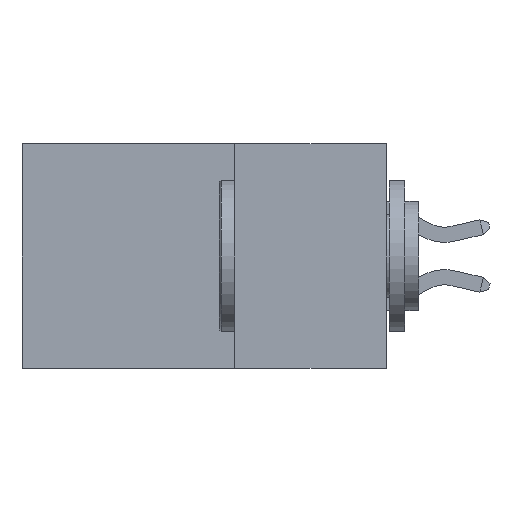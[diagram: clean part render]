
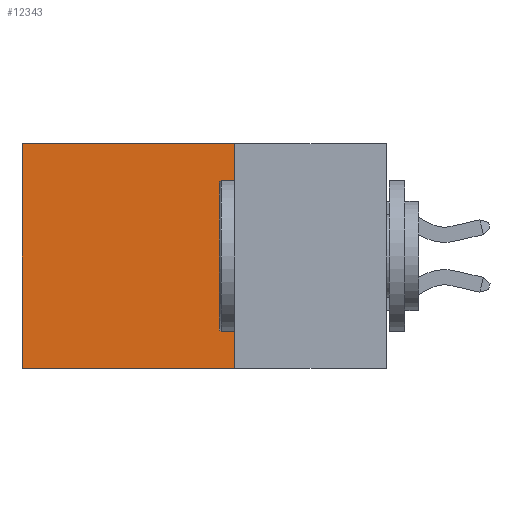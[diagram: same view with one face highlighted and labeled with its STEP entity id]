
A CAD part, left-side view. The second image highlights one B-rep face of the part: STEP entity #12343.
In plain terms, the highlighted planar face has unit normal (-1, 0, 0).
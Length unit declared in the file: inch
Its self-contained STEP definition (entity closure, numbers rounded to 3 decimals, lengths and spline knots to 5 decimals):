
#325 = VECTOR ( 'NONE', #11370, 39.37008 ) ;
#764 = VECTOR ( 'NONE', #4313, 39.37008 ) ;
#886 = VERTEX_POINT ( 'NONE', #3045 ) ;
#1061 = DIRECTION ( 'NONE',  ( 0., 0., -1. ) ) ;
#1063 = DIRECTION ( 'NONE',  ( 1., 0., 0. ) ) ;
#1098 = PLANE ( 'NONE',  #10462 ) ;
#1583 = EDGE_CURVE ( 'NONE', #886, #6576, #8841, .T. ) ;
#1801 = CARTESIAN_POINT ( 'NONE',  ( 0.2615, 0.25, -0.37 ) ) ;
#1871 = VERTEX_POINT ( 'NONE', #12829 ) ;
#2510 = FACE_OUTER_BOUND ( 'NONE', #10911, .T. ) ;
#2527 = CARTESIAN_POINT ( 'NONE',  ( 0.2615, 0.25, -0.37 ) ) ;
#2815 = ORIENTED_EDGE ( 'NONE', *, *, #10524, .F. ) ;
#3045 = CARTESIAN_POINT ( 'NONE',  ( 0.2615, 0.25, 0. ) ) ;
#3296 = VERTEX_POINT ( 'NONE', #7760 ) ;
#3610 = LINE ( 'NONE', #4633, #764 ) ;
#3755 = ORIENTED_EDGE ( 'NONE', *, *, #7949, .T. ) ;
#4313 = DIRECTION ( 'NONE',  ( 0., 0., -1. ) ) ;
#4435 = ORIENTED_EDGE ( 'NONE', *, *, #1583, .F. ) ;
#4633 = CARTESIAN_POINT ( 'NONE',  ( 0.2615, 0.6, -0.37 ) ) ;
#6576 = VERTEX_POINT ( 'NONE', #12724 ) ;
#7238 = VECTOR ( 'NONE', #10875, 39.37008 ) ;
#7398 = DIRECTION ( 'NONE',  ( 0., 1., 0. ) ) ;
#7760 = CARTESIAN_POINT ( 'NONE',  ( 0.2615, 0.6, -0.37 ) ) ;
#7949 = EDGE_CURVE ( 'NONE', #1871, #3296, #3610, .T. ) ;
#8841 = LINE ( 'NONE', #12643, #325 ) ;
#8843 = EDGE_CURVE ( 'NONE', #886, #1871, #9824, .T. ) ;
#9626 = LINE ( 'NONE', #2527, #12153 ) ;
#9824 = LINE ( 'NONE', #11645, #7238 ) ;
#10462 = AXIS2_PLACEMENT_3D ( 'NONE', #1801, #1063, #1061 ) ;
#10470 = ORIENTED_EDGE ( 'NONE', *, *, #8843, .T. ) ;
#10524 = EDGE_CURVE ( 'NONE', #6576, #3296, #9626, .T. ) ;
#10875 = DIRECTION ( 'NONE',  ( 0., 1., 0. ) ) ;
#10911 = EDGE_LOOP ( 'NONE', ( #3755, #2815, #4435, #10470 ) ) ;
#11370 = DIRECTION ( 'NONE',  ( 0., 0., -1. ) ) ;
#11645 = CARTESIAN_POINT ( 'NONE',  ( 0.2615, 0.25, 0. ) ) ;
#12153 = VECTOR ( 'NONE', #7398, 39.37008 ) ;
#12343 = ADVANCED_FACE ( 'NONE', ( #2510 ), #1098, .F. ) ;
#12643 = CARTESIAN_POINT ( 'NONE',  ( 0.2615, 0.25, -0.37 ) ) ;
#12724 = CARTESIAN_POINT ( 'NONE',  ( 0.2615, 0.25, -0.37 ) ) ;
#12829 = CARTESIAN_POINT ( 'NONE',  ( 0.2615, 0.6, 0. ) ) ;
